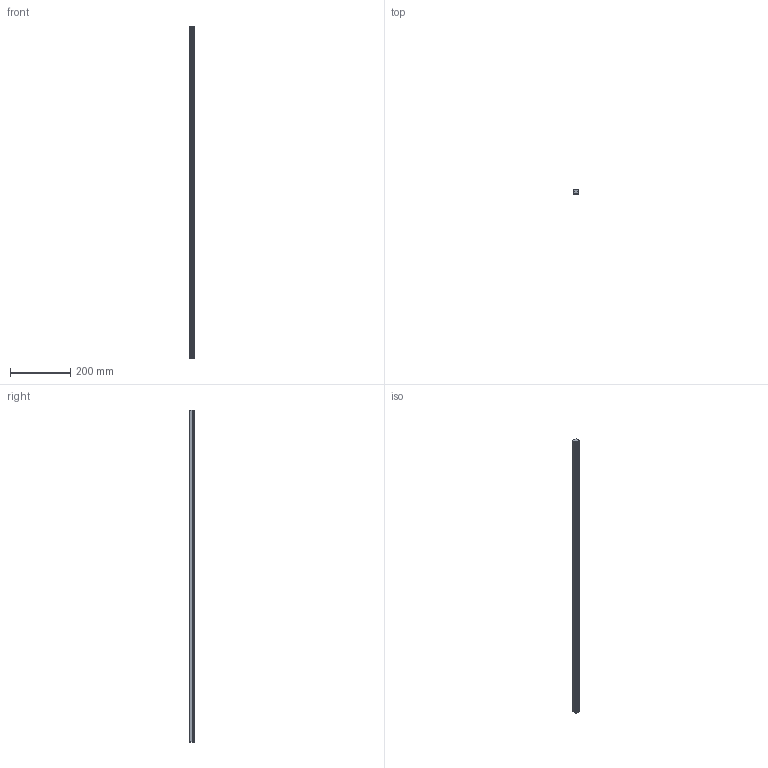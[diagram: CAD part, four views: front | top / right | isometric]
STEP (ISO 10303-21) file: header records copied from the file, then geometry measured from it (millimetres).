
FILE_DESCRIPTION (( 'STEP AP214' ), '1' );
FILE_NAME ('Small U.STEP', '2023-01-16T15:10:27', ( '' ), ( '' ), 'SwSTEP 2.0', 'SolidWorks 2023', '' );
FILE_SCHEMA (( 'AUTOMOTIVE_DESIGN' ));
Length unit declared in the file: millimetre
Products named in the file (3): Endcap_Profile_Small_U_V01_16.07.2019; Profile Small U; Small U
Assembly tree (3 placements, depth 2):
  Small U
    Profile Small U
    Endcap_Profile_Small_U_V01_16.07.2019  x2
Bounding box: 17.3 x 16 x 1102 mm (x, y, z)
Volume: 288378.7 mm3; surface area: 76545.9 mm2
Topology: 3 solids, 3 shells, 183 faces, 487 edges, 306 vertices
Faces by surface type: cylinder 91, plane 72, torus 12, sphere 8
Entity records: 3744 total; most frequent: DIRECTION 672, CARTESIAN_POINT 652, ORIENTED_EDGE 620, EDGE_CURVE 310, AXIS2_PLACEMENT_3D 244, VERTEX_POINT 200, LINE 184, VECTOR 184
